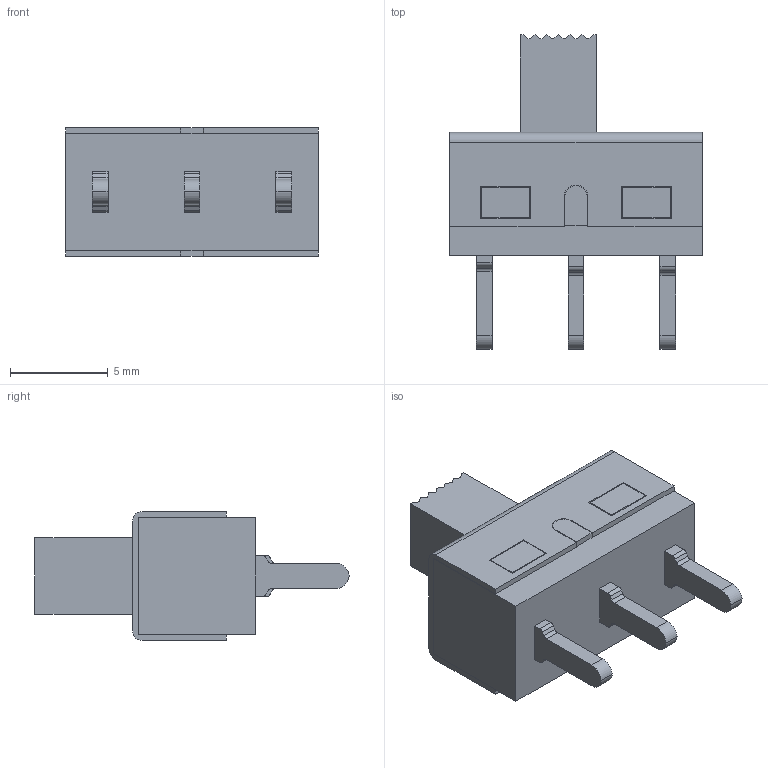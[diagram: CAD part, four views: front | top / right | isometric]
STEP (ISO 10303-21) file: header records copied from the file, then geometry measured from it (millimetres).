
FILE_DESCRIPTION (( 'STEP AP214' ), '1' );
FILE_NAME ('SS12D10L5.STEP', '2020-07-11T06:20:08', ( '' ), ( '' ), 'SwSTEP 2.0', 'SolidWorks 2020', '' );
FILE_SCHEMA (( 'AUTOMOTIVE_DESIGN' ));
Length unit declared in the file: millimetre
Products named in the file (10): ss-12d10l5_03.STEP; SS12D10L5; ss-12d10l5_07.STEP; ss-12d10l5_06.STEP; ss-12d10l5.STEP; ss-12d10l5_04.STEP; ss-12d10l5_05.STEP; ss-12d10l5_08.STEP; ss-12d10l5_02.STEP; ss-12d10l5_01.STEP
Assembly tree (9 placements, depth 3):
  SS12D10L5
    ss-12d10l5.STEP
      ss-12d10l5_01.STEP
      ss-12d10l5_02.STEP
      ss-12d10l5_03.STEP
      ss-12d10l5_04.STEP
      ss-12d10l5_05.STEP
      ss-12d10l5_06.STEP
      ss-12d10l5_07.STEP
      ss-12d10l5_08.STEP
Bounding box: 12.95 x 16.1 x 6.6 mm (x, y, z)
Volume: 607.9 mm3; surface area: 919 mm2
Topology: 8 solids, 8 shells, 142 faces, 366 edges, 244 vertices
Faces by surface type: plane 118, cylinder 24
Entity records: 5028 total; most frequent: CARTESIAN_POINT 765, ORIENTED_EDGE 732, DIRECTION 724, EDGE_CURVE 366, LINE 318, VECTOR 318, VERTEX_POINT 244, AXIS2_PLACEMENT_3D 203
